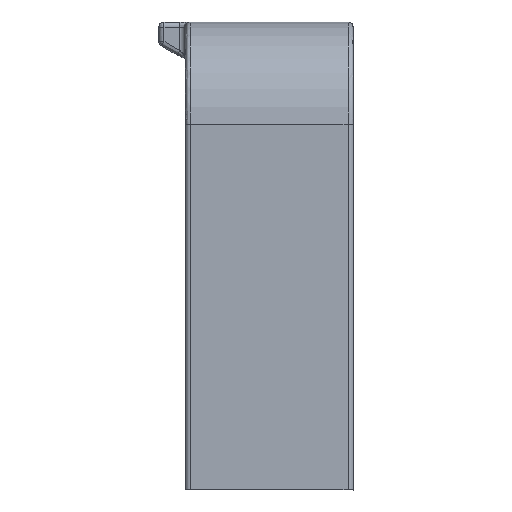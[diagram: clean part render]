
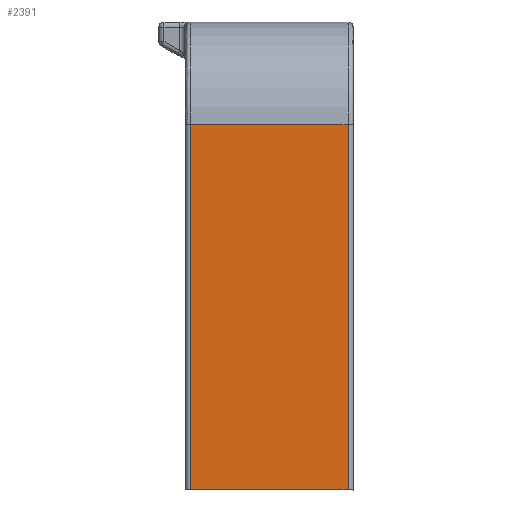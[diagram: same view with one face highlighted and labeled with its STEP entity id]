
A CAD part, left-side view. The second image highlights one B-rep face of the part: STEP entity #2391.
In plain terms, the highlighted face is planar.
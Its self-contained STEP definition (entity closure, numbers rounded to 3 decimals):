
#69 = CARTESIAN_POINT ( 'NONE',  ( -4169.492, -73.4, 0. ) ) ;
#89 = VERTEX_POINT ( 'NONE', #5337 ) ;
#136 = AXIS2_PLACEMENT_3D ( 'NONE', #69, #2045, #3989 ) ;
#266 = CARTESIAN_POINT ( 'NONE',  ( -4169.492, 1., 0. ) ) ;
#712 = EDGE_LOOP ( 'NONE', ( #4794, #1683, #5575, #1542 ) ) ;
#1099 = VERTEX_POINT ( 'NONE', #266 ) ;
#1349 = EDGE_CURVE ( 'NONE', #89, #5592, #4354, .T. ) ;
#1527 = FACE_OUTER_BOUND ( 'NONE', #712, .T. ) ;
#1542 = ORIENTED_EDGE ( 'NONE', *, *, #6044, .F. ) ;
#1683 = ORIENTED_EDGE ( 'NONE', *, *, #5620, .F. ) ;
#1881 = VECTOR ( 'NONE', #4931, 1000. ) ;
#2045 = DIRECTION ( 'NONE',  ( 0., 0., -1. ) ) ;
#2054 = CARTESIAN_POINT ( 'NONE',  ( -4139.492, -68.743, 0. ) ) ;
#2243 = LINE ( 'NONE', #4187, #6105 ) ;
#2391 = ADVANCED_FACE ( 'NONE', ( #1527 ), #4469, .T. ) ;
#2612 = LINE ( 'NONE', #5992, #1881 ) ;
#3262 = CARTESIAN_POINT ( 'NONE',  ( -4096.063, -68.5, 0. ) ) ;
#3345 = EDGE_CURVE ( 'NONE', #4435, #1099, #2243, .T. ) ;
#3457 = CARTESIAN_POINT ( 'NONE',  ( -4139.492, -68.5, 0. ) ) ;
#3494 = CARTESIAN_POINT ( 'NONE',  ( -4139.492, 1., 0. ) ) ;
#3989 = DIRECTION ( 'NONE',  ( -1., 0., 0. ) ) ;
#4187 = CARTESIAN_POINT ( 'NONE',  ( -4170.812, 1., 0. ) ) ;
#4354 = LINE ( 'NONE', #3262, #5979 ) ;
#4384 = DIRECTION ( 'NONE',  ( 1., 0., 0. ) ) ;
#4435 = VERTEX_POINT ( 'NONE', #3494 ) ;
#4469 = PLANE ( 'NONE',  #136 ) ;
#4794 = ORIENTED_EDGE ( 'NONE', *, *, #1349, .F. ) ;
#4892 = LINE ( 'NONE', #2054, #6260 ) ;
#4931 = DIRECTION ( 'NONE',  ( 0., -1., 0. ) ) ;
#5337 = CARTESIAN_POINT ( 'NONE',  ( -4169.492, -68.5, 0. ) ) ;
#5434 = DIRECTION ( 'NONE',  ( 0., 1., 0. ) ) ;
#5575 = ORIENTED_EDGE ( 'NONE', *, *, #3345, .F. ) ;
#5592 = VERTEX_POINT ( 'NONE', #3457 ) ;
#5620 = EDGE_CURVE ( 'NONE', #1099, #89, #2612, .T. ) ;
#5979 = VECTOR ( 'NONE', #4384, 1000. ) ;
#5992 = CARTESIAN_POINT ( 'NONE',  ( -4169.492, 117.02, 0. ) ) ;
#6044 = EDGE_CURVE ( 'NONE', #5592, #4435, #4892, .T. ) ;
#6105 = VECTOR ( 'NONE', #6141, 1000. ) ;
#6141 = DIRECTION ( 'NONE',  ( -1., 0., 0. ) ) ;
#6260 = VECTOR ( 'NONE', #5434, 1000. ) ;
